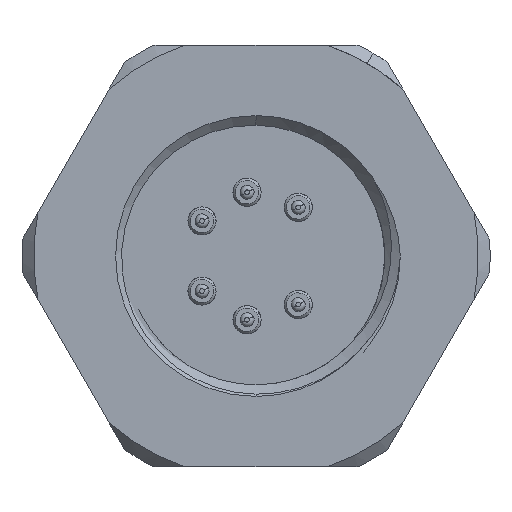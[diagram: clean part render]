
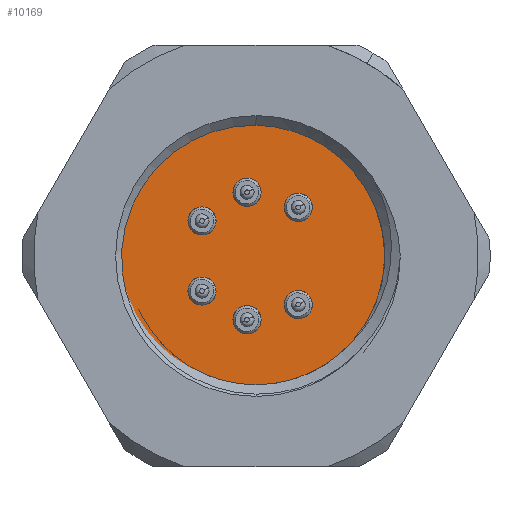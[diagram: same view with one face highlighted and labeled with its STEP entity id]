
A CAD part, left-side view. The second image highlights one B-rep face of the part: STEP entity #10169.
In plain terms, the highlighted planar face has unit normal (-1, 0, 0).
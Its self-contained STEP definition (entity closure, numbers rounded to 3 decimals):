
#13 = DIRECTION ( 'NONE',  ( 0., 0., 1. ) ) ;
#15 = CARTESIAN_POINT ( 'NONE',  ( -13., -1.804, -1.475 ) ) ;
#98 = PLANE ( 'NONE',  #8377 ) ;
#314 = VERTEX_POINT ( 'NONE', #5506 ) ;
#406 = EDGE_CURVE ( 'NONE', #1924, #4026, #17508, .T. ) ;
#612 = CIRCLE ( 'NONE', #13528, 0.6 ) ;
#630 = ORIENTED_EDGE ( 'NONE', *, *, #1959, .T. ) ;
#1005 = DIRECTION ( 'NONE',  ( 0., 0., 1. ) ) ;
#1127 = EDGE_CURVE ( 'NONE', #21424, #18982, #8375, .T. ) ;
#1549 = CARTESIAN_POINT ( 'NONE',  ( -13., -1.804, 2.075 ) ) ;
#1706 = EDGE_CURVE ( 'NONE', #6615, #12158, #612, .T. ) ;
#1924 = VERTEX_POINT ( 'NONE', #2109 ) ;
#1959 = EDGE_CURVE ( 'NONE', #17054, #314, #19075, .T. ) ;
#1960 = AXIS2_PLACEMENT_3D ( 'NONE', #1549, #6973, #8599 ) ;
#2048 = DIRECTION ( 'NONE',  ( -1., 0., 0. ) ) ;
#2054 = ORIENTED_EDGE ( 'NONE', *, *, #5382, .F. ) ;
#2109 = CARTESIAN_POINT ( 'NONE',  ( -13., 2.306, -2.098 ) ) ;
#2206 = CARTESIAN_POINT ( 'NONE',  ( -13., 0.383, 2.723 ) ) ;
#2274 = DIRECTION ( 'NONE',  ( 0., 0., 1. ) ) ;
#2437 = AXIS2_PLACEMENT_3D ( 'NONE', #22812, #7008, #6672 ) ;
#2466 = EDGE_LOOP ( 'NONE', ( #14207, #20994 ) ) ;
#2600 = CARTESIAN_POINT ( 'NONE',  ( -13., 0.383, 2.123 ) ) ;
#2738 = AXIS2_PLACEMENT_3D ( 'NONE', #20019, #3989, #21748 ) ;
#2819 = ORIENTED_EDGE ( 'NONE', *, *, #21280, .F. ) ;
#3197 = AXIS2_PLACEMENT_3D ( 'NONE', #15572, #17311, #18934 ) ;
#3299 = CARTESIAN_POINT ( 'NONE',  ( -13., 0., 0. ) ) ;
#3989 = DIRECTION ( 'NONE',  ( -1., 0., 0. ) ) ;
#4026 = VERTEX_POINT ( 'NONE', #11836 ) ;
#4737 = DIRECTION ( 'NONE',  ( 0., 0., 1. ) ) ;
#4789 = EDGE_CURVE ( 'NONE', #314, #17054, #13032, .T. ) ;
#5382 = EDGE_CURVE ( 'NONE', #21356, #10896, #8969, .T. ) ;
#5437 = AXIS2_PLACEMENT_3D ( 'NONE', #3299, #22563, #6757 ) ;
#5506 = CARTESIAN_POINT ( 'NONE',  ( -13., 0., -6. ) ) ;
#6141 = AXIS2_PLACEMENT_3D ( 'NONE', #10399, #6692, #4737 ) ;
#6578 = FACE_BOUND ( 'NONE', #11433, .T. ) ;
#6615 = VERTEX_POINT ( 'NONE', #16017 ) ;
#6672 = DIRECTION ( 'NONE',  ( 0., 0., 1. ) ) ;
#6692 = DIRECTION ( 'NONE',  ( -1., 0., 0. ) ) ;
#6757 = DIRECTION ( 'NONE',  ( 0., 0., 1. ) ) ;
#6973 = DIRECTION ( 'NONE',  ( -1., 0., 0. ) ) ;
#7008 = DIRECTION ( 'NONE',  ( -1., 0., 0. ) ) ;
#7035 = FACE_OUTER_BOUND ( 'NONE', #18778, .T. ) ;
#7342 = EDGE_CURVE ( 'NONE', #18982, #21424, #8498, .T. ) ;
#7563 = AXIS2_PLACEMENT_3D ( 'NONE', #8981, #2048, #2274 ) ;
#7627 = CARTESIAN_POINT ( 'NONE',  ( -13., 2.306, 1.498 ) ) ;
#8005 = EDGE_LOOP ( 'NONE', ( #15918, #8069 ) ) ;
#8031 = ORIENTED_EDGE ( 'NONE', *, *, #10065, .F. ) ;
#8069 = ORIENTED_EDGE ( 'NONE', *, *, #1127, .F. ) ;
#8295 = CARTESIAN_POINT ( 'NONE',  ( -13., -1.804, 2.675 ) ) ;
#8348 = CIRCLE ( 'NONE', #2437, 0.6 ) ;
#8375 = CIRCLE ( 'NONE', #22720, 0.6 ) ;
#8377 = AXIS2_PLACEMENT_3D ( 'NONE', #19502, #12706, #12347 ) ;
#8498 = CIRCLE ( 'NONE', #17712, 0.6 ) ;
#8538 = ORIENTED_EDGE ( 'NONE', *, *, #14917, .F. ) ;
#8599 = DIRECTION ( 'NONE',  ( 0., 0., 1. ) ) ;
#8660 = FACE_BOUND ( 'NONE', #16381, .T. ) ;
#8969 = CIRCLE ( 'NONE', #1960, 0.6 ) ;
#8981 = CARTESIAN_POINT ( 'NONE',  ( -13., 2.306, -1.498 ) ) ;
#9002 = CARTESIAN_POINT ( 'NONE',  ( -13., 2.306, 2.098 ) ) ;
#9111 = VERTEX_POINT ( 'NONE', #2600 ) ;
#9336 = VERTEX_POINT ( 'NONE', #9002 ) ;
#9438 = AXIS2_PLACEMENT_3D ( 'NONE', #13255, #18333, #1005 ) ;
#9479 = DIRECTION ( 'NONE',  ( 0., 0., 1. ) ) ;
#10037 = EDGE_CURVE ( 'NONE', #4026, #1924, #12044, .T. ) ;
#10065 = EDGE_CURVE ( 'NONE', #12158, #6615, #16096, .T. ) ;
#10166 = CARTESIAN_POINT ( 'NONE',  ( -13., 0.383, -3.323 ) ) ;
#10169 = ADVANCED_FACE ( 'NONE', ( #11901, #6578, #12122, #8660, #15685, #13632, #7035 ), #98, .F. ) ;
#10399 = CARTESIAN_POINT ( 'NONE',  ( -13., -1.804, -2.075 ) ) ;
#10637 = CARTESIAN_POINT ( 'NONE',  ( -13., 2.306, 0.898 ) ) ;
#10896 = VERTEX_POINT ( 'NONE', #8295 ) ;
#11198 = EDGE_LOOP ( 'NONE', ( #22454, #2054 ) ) ;
#11433 = EDGE_LOOP ( 'NONE', ( #19056, #18585 ) ) ;
#11470 = EDGE_LOOP ( 'NONE', ( #2819, #8538 ) ) ;
#11553 = DIRECTION ( 'NONE',  ( -1., 0., 0. ) ) ;
#11703 = VERTEX_POINT ( 'NONE', #10637 ) ;
#11836 = CARTESIAN_POINT ( 'NONE',  ( -13., 2.306, -0.898 ) ) ;
#11901 = FACE_BOUND ( 'NONE', #11470, .T. ) ;
#12044 = CIRCLE ( 'NONE', #3197, 0.6 ) ;
#12122 = FACE_BOUND ( 'NONE', #11198, .T. ) ;
#12158 = VERTEX_POINT ( 'NONE', #15 ) ;
#12347 = DIRECTION ( 'NONE',  ( 0., 0., -1. ) ) ;
#12704 = CIRCLE ( 'NONE', #2738, 0.6 ) ;
#12706 = DIRECTION ( 'NONE',  ( 1., 0., 0. ) ) ;
#12936 = DIRECTION ( 'NONE',  ( -1., 0., 0. ) ) ;
#13032 = CIRCLE ( 'NONE', #15228, 6. ) ;
#13255 = CARTESIAN_POINT ( 'NONE',  ( -13., -1.804, 2.075 ) ) ;
#13528 = AXIS2_PLACEMENT_3D ( 'NONE', #15832, #14106, #13 ) ;
#13632 = FACE_BOUND ( 'NONE', #2466, .T. ) ;
#14106 = DIRECTION ( 'NONE',  ( -1., 0., 0. ) ) ;
#14160 = DIRECTION ( 'NONE',  ( 0., 0., 1. ) ) ;
#14207 = ORIENTED_EDGE ( 'NONE', *, *, #10037, .F. ) ;
#14391 = CARTESIAN_POINT ( 'NONE',  ( -13., 0., 0. ) ) ;
#14451 = VERTEX_POINT ( 'NONE', #21770 ) ;
#14882 = ORIENTED_EDGE ( 'NONE', *, *, #4789, .T. ) ;
#14917 = EDGE_CURVE ( 'NONE', #11703, #9336, #12704, .T. ) ;
#15194 = ORIENTED_EDGE ( 'NONE', *, *, #1706, .F. ) ;
#15228 = AXIS2_PLACEMENT_3D ( 'NONE', #14391, #20964, #14160 ) ;
#15277 = CARTESIAN_POINT ( 'NONE',  ( -13., 0., 6. ) ) ;
#15481 = EDGE_CURVE ( 'NONE', #9111, #14451, #8348, .T. ) ;
#15572 = CARTESIAN_POINT ( 'NONE',  ( -13., 2.306, -1.498 ) ) ;
#15680 = CIRCLE ( 'NONE', #9438, 0.6 ) ;
#15685 = FACE_BOUND ( 'NONE', #8005, .T. ) ;
#15832 = CARTESIAN_POINT ( 'NONE',  ( -13., -1.804, -2.075 ) ) ;
#15918 = ORIENTED_EDGE ( 'NONE', *, *, #7342, .F. ) ;
#16017 = CARTESIAN_POINT ( 'NONE',  ( -13., -1.804, -2.675 ) ) ;
#16096 = CIRCLE ( 'NONE', #6141, 0.6 ) ;
#16381 = EDGE_LOOP ( 'NONE', ( #8031, #15194 ) ) ;
#16671 = AXIS2_PLACEMENT_3D ( 'NONE', #2206, #17677, #21480 ) ;
#17054 = VERTEX_POINT ( 'NONE', #15277 ) ;
#17311 = DIRECTION ( 'NONE',  ( -1., 0., 0. ) ) ;
#17508 = CIRCLE ( 'NONE', #7563, 0.6 ) ;
#17677 = DIRECTION ( 'NONE',  ( -1., 0., 0. ) ) ;
#17712 = AXIS2_PLACEMENT_3D ( 'NONE', #18241, #12936, #9479 ) ;
#18132 = CARTESIAN_POINT ( 'NONE',  ( -13., -1.804, 1.475 ) ) ;
#18241 = CARTESIAN_POINT ( 'NONE',  ( -13., 0.383, -2.723 ) ) ;
#18333 = DIRECTION ( 'NONE',  ( -1., 0., 0. ) ) ;
#18480 = CIRCLE ( 'NONE', #21430, 0.6 ) ;
#18585 = ORIENTED_EDGE ( 'NONE', *, *, #15481, .F. ) ;
#18710 = DIRECTION ( 'NONE',  ( 0., 0., 1. ) ) ;
#18778 = EDGE_LOOP ( 'NONE', ( #630, #14882 ) ) ;
#18934 = DIRECTION ( 'NONE',  ( 0., 0., 1. ) ) ;
#18982 = VERTEX_POINT ( 'NONE', #22085 ) ;
#19056 = ORIENTED_EDGE ( 'NONE', *, *, #22401, .F. ) ;
#19075 = CIRCLE ( 'NONE', #5437, 6. ) ;
#19502 = CARTESIAN_POINT ( 'NONE',  ( -13., 4., 0. ) ) ;
#19617 = EDGE_CURVE ( 'NONE', #10896, #21356, #15680, .T. ) ;
#20019 = CARTESIAN_POINT ( 'NONE',  ( -13., 2.306, 1.498 ) ) ;
#20079 = DIRECTION ( 'NONE',  ( 0., 0., 1. ) ) ;
#20720 = CIRCLE ( 'NONE', #16671, 0.6 ) ;
#20895 = DIRECTION ( 'NONE',  ( -1., 0., 0. ) ) ;
#20964 = DIRECTION ( 'NONE',  ( -1., 0., 0. ) ) ;
#20994 = ORIENTED_EDGE ( 'NONE', *, *, #406, .F. ) ;
#21280 = EDGE_CURVE ( 'NONE', #9336, #11703, #18480, .T. ) ;
#21356 = VERTEX_POINT ( 'NONE', #18132 ) ;
#21424 = VERTEX_POINT ( 'NONE', #10166 ) ;
#21430 = AXIS2_PLACEMENT_3D ( 'NONE', #7627, #11553, #20079 ) ;
#21480 = DIRECTION ( 'NONE',  ( 0., 0., 1. ) ) ;
#21748 = DIRECTION ( 'NONE',  ( 0., 0., 1. ) ) ;
#21770 = CARTESIAN_POINT ( 'NONE',  ( -13., 0.383, 3.323 ) ) ;
#22085 = CARTESIAN_POINT ( 'NONE',  ( -13., 0.383, -2.123 ) ) ;
#22401 = EDGE_CURVE ( 'NONE', #14451, #9111, #20720, .T. ) ;
#22454 = ORIENTED_EDGE ( 'NONE', *, *, #19617, .F. ) ;
#22502 = CARTESIAN_POINT ( 'NONE',  ( -13., 0.383, -2.723 ) ) ;
#22563 = DIRECTION ( 'NONE',  ( -1., 0., 0. ) ) ;
#22720 = AXIS2_PLACEMENT_3D ( 'NONE', #22502, #20895, #18710 ) ;
#22812 = CARTESIAN_POINT ( 'NONE',  ( -13., 0.383, 2.723 ) ) ;
